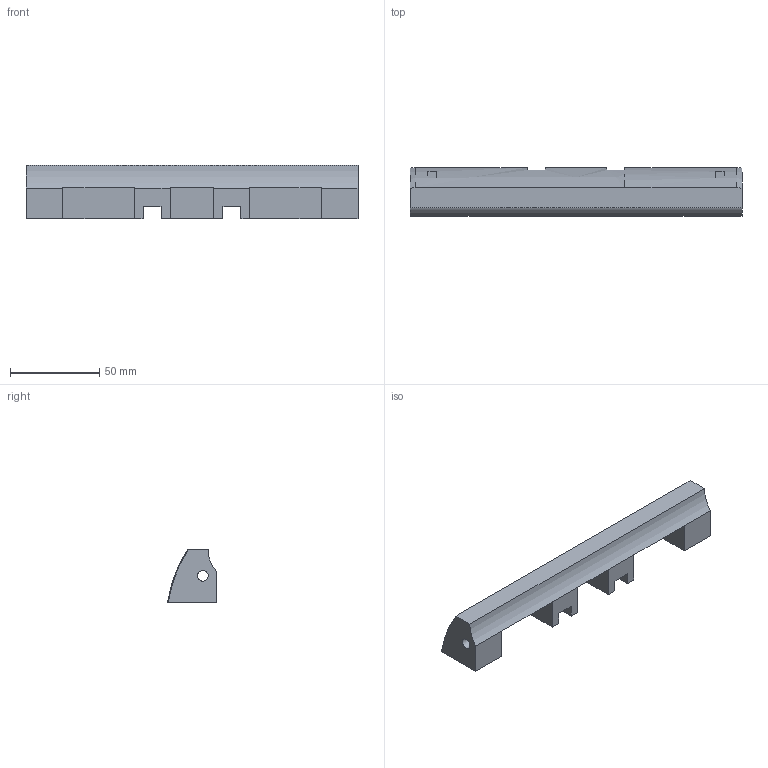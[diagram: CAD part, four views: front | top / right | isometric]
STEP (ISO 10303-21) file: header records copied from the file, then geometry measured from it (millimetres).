
FILE_DESCRIPTION(/* description */ (''),/* implementation_level */ '2;1');
FILE_NAME(/* name */ '13d8ecea-0170-4692-a0ea-c3792cbbc424.stp',/* time_stamp */ '2019-03-12T20:57:54+01:00',/* author */ (''),/* organization */ (''),/* preprocessor_version */ 'ST-DEVELOPER v17.2',/* originating_system */ 'Autodesk Translation Framework v7.6.0.251',/* authorisation */ '');
FILE_SCHEMA (('AUTOMOTIVE_DESIGN { 1 0 10303 214 3 1 1 }'));
Length unit declared in the file: millimetre
Products named in the file (1): FrontUpper
Bounding box: 186 x 27.37 x 30 mm (x, y, z)
Volume: 75011 mm3; surface area: 25093.3 mm2
Topology: 1 solids, 1 shells, 51 faces, 149 edges, 99 vertices
Faces by surface type: plane 43, cylinder 4, bspline 4
Full cylindrical faces by diameter (mm): 6 x3
Entity records: 2100 total; most frequent: CARTESIAN_POINT 704, ORIENTED_EDGE 298, DIRECTION 250, EDGE_CURVE 149, LINE 112, VECTOR 112, VERTEX_POINT 99, AXIS2_PLACEMENT_3D 69
